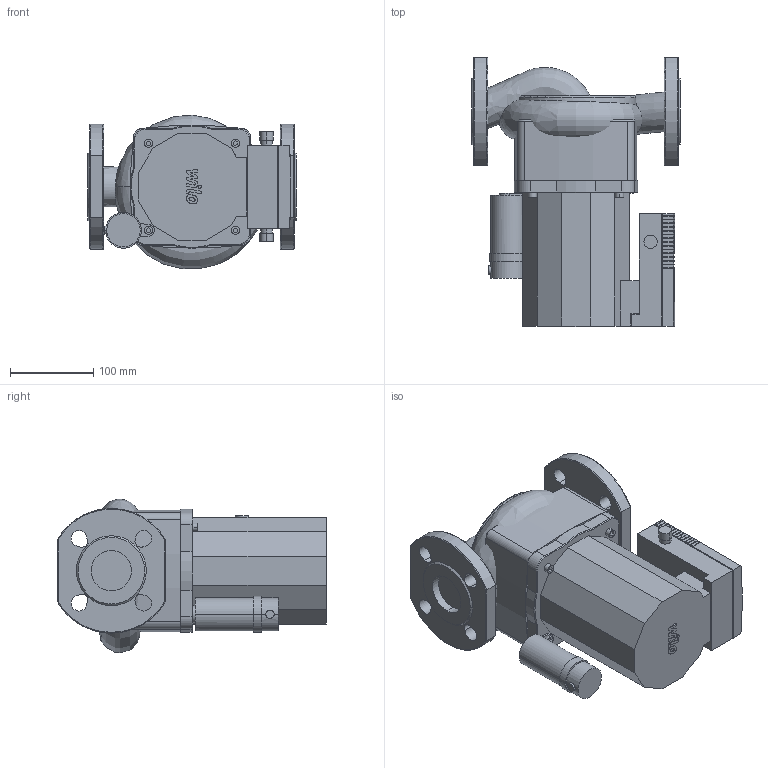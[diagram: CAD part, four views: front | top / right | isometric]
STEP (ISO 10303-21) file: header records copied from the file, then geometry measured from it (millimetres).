
FILE_DESCRIPTION((''),'2;1');
FILE_NAME('3d_TOP-STG40_15EM-2131678.stp','2014-09-03T12:31:24',(''),(''),'Mechanical Desktop 2009','Mechanical Desktop 2009',', , ');
FILE_SCHEMA(('CONFIG_CONTROL_DESIGN'));
Length unit declared in the file: millimetre
Products named in the file (1): Product
Bounding box: 250 x 323.75 x 184.58 mm (x, y, z)
Volume: 6656309.9 mm3; surface area: 443924.3 mm2
Topology: 11 solids, 11 shells, 465 faces, 1222 edges, 800 vertices
Faces by surface type: plane 199, bspline 183, cylinder 57, cone 20, torus 6
Entity records: 19925 total; most frequent: CARTESIAN_POINT 8879, ORIENTED_EDGE 2444, DIRECTION 1922, EDGE_CURVE 1222, VECTOR 888, LINE 888, VERTEX_POINT 800, AXIS2_PLACEMENT_3D 517
